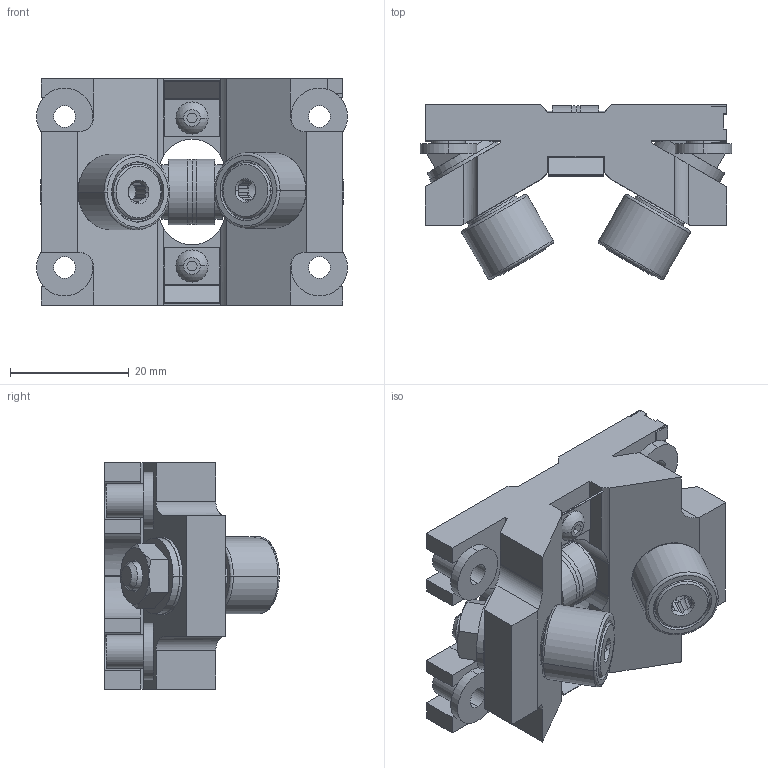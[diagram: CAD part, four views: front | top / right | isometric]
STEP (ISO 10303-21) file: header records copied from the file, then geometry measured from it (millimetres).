
FILE_DESCRIPTION (( 'STEP AP214' ), '1' );
FILE_NAME ('RollerBearing_2DC13BE465.step', '2023-02-08T16:48:16', ( '' ), ( '' ), 'SwSTEP 2.0', 'SolidWorks 2019', '' );
FILE_SCHEMA (( 'AUTOMOTIVE_DESIGN' ));
Length unit declared in the file: inch
Products named in the file (3): unwvkrwwaN_CADModel_0; RollerBearing_2DC13BE465
Assembly tree (1 placements, depth 2):
  unwvkrwwaN_CADModel_0
  RollerBearing_2DC13BE465
    unwvkrwwaN_CADModel_0
Bounding box: 52.39 x 29.37 x 38.1 mm (x, y, z)
Volume: 24019.3 mm3; surface area: 14647.6 mm2
Topology: 19 solids, 19 shells, 446 faces, 1091 edges, 704 vertices
Faces by surface type: plane 227, cylinder 143, cone 60, bspline 8, torus 4, sphere 4
Entity records: 19832 total; most frequent: CARTESIAN_POINT 3080, DIRECTION 2259, ORIENTED_EDGE 2174, EDGE_CURVE 1087, AXIS2_PLACEMENT_3D 827, VERTEX_POINT 704, VECTOR 605, LINE 605
